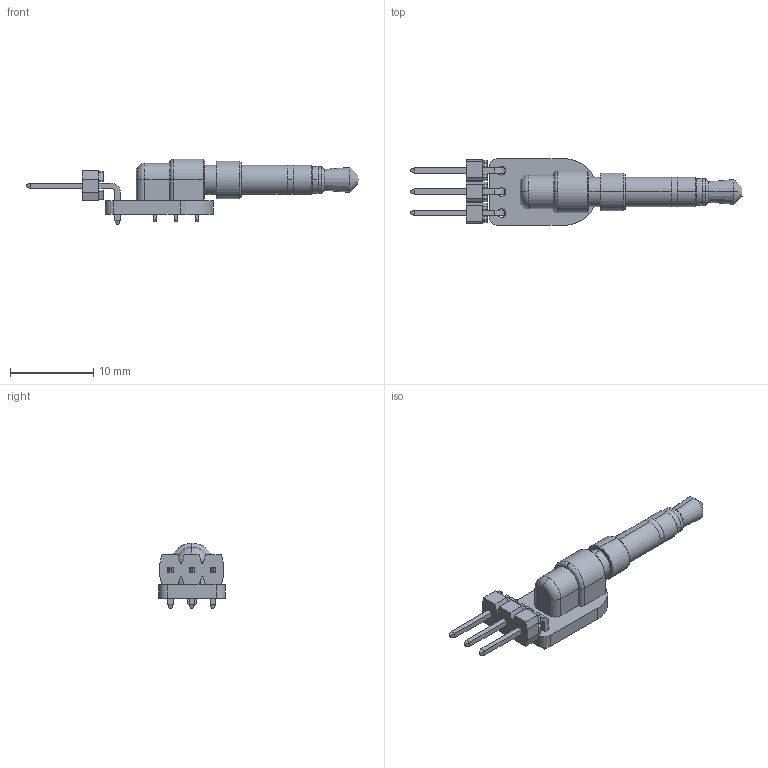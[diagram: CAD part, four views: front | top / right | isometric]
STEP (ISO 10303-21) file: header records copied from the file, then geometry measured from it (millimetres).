
FILE_DESCRIPTION(('Open CASCADE Model'),'2;1');
FILE_NAME('Open CASCADE Shape Model','2024-12-13T08:32:05',('Author'),( 'Open CASCADE'),'Open CASCADE STEP processor 7.5','Open CASCADE 7.5' ,'Unknown');
FILE_SCHEMA(('AUTOMOTIVE_DESIGN { 1 0 10303 214 1 1 1 1 }'));
Length unit declared in the file: millimetre
Products named in the file (7): PCB; Board; Open CASCADE STEP translator 7.5 2.1.1; J2; Molex 90121-0763; J1; SP-3533-02
Assembly tree (6 placements, depth 3):
  PCB
    Board
      Open CASCADE STEP translator 7.5 2.1.1
    J2
      Molex 90121-0763
    J1
      SP-3533-02
Bounding box: 39.85 x 8 x 7.9 mm (x, y, z)
Volume: 551.7 mm3; surface area: 996.5 mm2
Topology: 8 solids, 8 shells, 312 faces, 776 edges, 504 vertices
Faces by surface type: plane 188, cylinder 110, cone 10, torus 4
Full cylindrical faces by diameter (mm): 1.016 x3
Entity records: 10368 total; most frequent: DIRECTION 1651, CARTESIAN_POINT 1599, ORIENTED_EDGE 1552, EDGE_CURVE 776, AXIS2_PLACEMENT_3D 556, LINE 539, VECTOR 539, VERTEX_POINT 504
